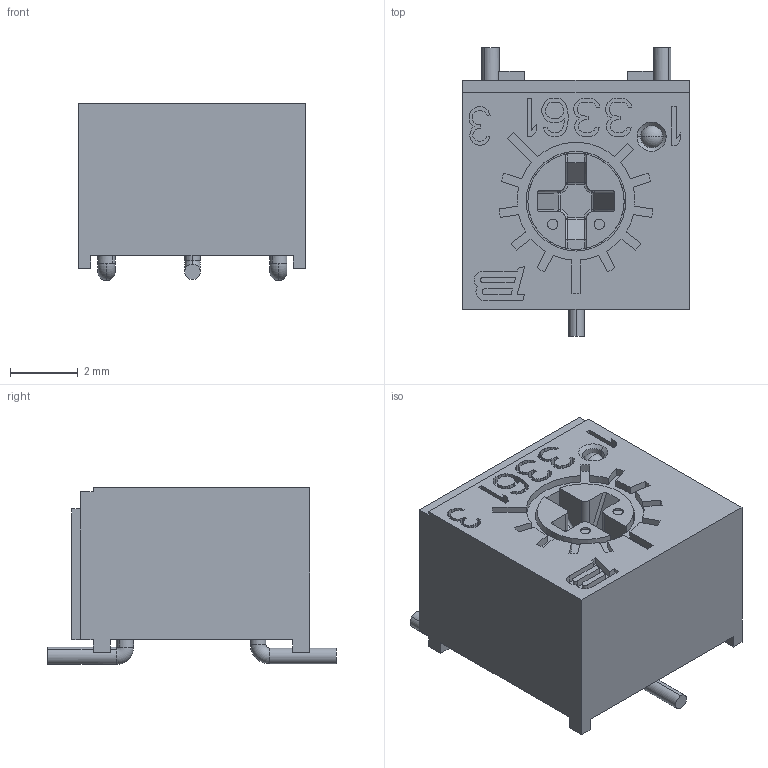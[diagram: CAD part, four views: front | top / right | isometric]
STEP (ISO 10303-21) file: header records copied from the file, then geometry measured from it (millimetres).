
FILE_DESCRIPTION(('STEP AP242'),'1');
FILE_NAME('3361p-1-103glf.stp','2021-02-09T21:54:29',('TraceParts'),('TraceParts S.A.'),'Spatial InterOp 3D',' ',' ');
FILE_SCHEMA(('AP242_MANAGED_MODEL_BASED_3D_ENGINEERING_MIM_LF {1 0 10303 442 1 1 4}'));
Length unit declared in the file: millimetre
Products named in the file (1): 3361p-1-103glf
Bounding box: 6.71 x 8.53 x 5.23 mm (x, y, z)
Volume: 200.3 mm3; surface area: 294 mm2
Topology: 1 solids, 8 shells, 495 faces, 1352 edges, 888 vertices
Faces by surface type: plane 385, cylinder 80, torus 12, sphere 8, bspline 8, cone 2
Entity records: 15711 total; most frequent: CARTESIAN_POINT 3146, ORIENTED_EDGE 2696, DIRECTION 2454, EDGE_CURVE 1348, LINE 1122, VECTOR 1122, VERTEX_POINT 888, AXIS2_PLACEMENT_3D 666
